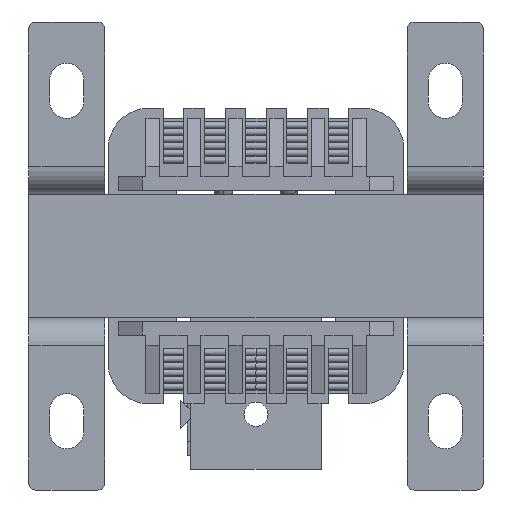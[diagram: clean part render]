
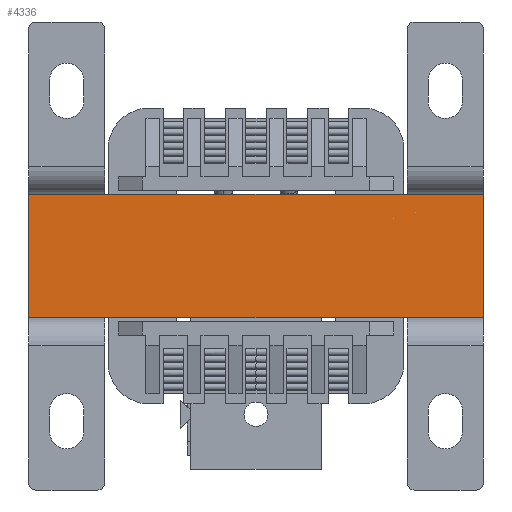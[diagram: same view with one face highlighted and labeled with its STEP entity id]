
A CAD part, front view. The second image highlights one B-rep face of the part: STEP entity #4336.
In plain terms, the highlighted planar face has unit normal (0, -1, 0).
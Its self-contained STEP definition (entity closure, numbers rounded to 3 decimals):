
#952 = LINE ( 'NONE', #28174, #17803 ) ;
#1227 = LINE ( 'NONE', #22895, #11219 ) ;
#4336 = ADVANCED_FACE ( 'NONE', ( #23637 ), #22148, .F. ) ;
#7544 = CARTESIAN_POINT ( 'NONE',  ( 66., 0., 18. ) ) ;
#8335 = VERTEX_POINT ( 'NONE', #26560 ) ;
#8440 = DIRECTION ( 'NONE',  ( 1., 0., 0. ) ) ;
#8520 = VERTEX_POINT ( 'NONE', #27860 ) ;
#9841 = EDGE_CURVE ( 'NONE', #19453, #8335, #18431, .T. ) ;
#10294 = VECTOR ( 'NONE', #8440, 1000. ) ;
#11008 = LINE ( 'NONE', #12862, #10294 ) ;
#11219 = VECTOR ( 'NONE', #24960, 1000. ) ;
#12314 = DIRECTION ( 'NONE',  ( 1., 0., 0. ) ) ;
#12862 = CARTESIAN_POINT ( 'NONE',  ( 0., 0., 0. ) ) ;
#13345 = CARTESIAN_POINT ( 'NONE',  ( 66., 0., 18. ) ) ;
#15431 = CARTESIAN_POINT ( 'NONE',  ( 0., 0., 18. ) ) ;
#16184 = ORIENTED_EDGE ( 'NONE', *, *, #18453, .T. ) ;
#16963 = ORIENTED_EDGE ( 'NONE', *, *, #20191, .F. ) ;
#17803 = VECTOR ( 'NONE', #12314, 1000. ) ;
#17814 = ORIENTED_EDGE ( 'NONE', *, *, #9841, .F. ) ;
#18072 = AXIS2_PLACEMENT_3D ( 'NONE', #15431, #29263, #22354 ) ;
#18431 = LINE ( 'NONE', #7544, #28579 ) ;
#18453 = EDGE_CURVE ( 'NONE', #8520, #25392, #1227, .T. ) ;
#19453 = VERTEX_POINT ( 'NONE', #13345 ) ;
#20191 = EDGE_CURVE ( 'NONE', #8520, #19453, #952, .T. ) ;
#21549 = ORIENTED_EDGE ( 'NONE', *, *, #25178, .T. ) ;
#22148 = PLANE ( 'NONE',  #18072 ) ;
#22354 = DIRECTION ( 'NONE',  ( 0., 0., 1. ) ) ;
#22895 = CARTESIAN_POINT ( 'NONE',  ( 0., 0., 18. ) ) ;
#23637 = FACE_OUTER_BOUND ( 'NONE', #24436, .T. ) ;
#24436 = EDGE_LOOP ( 'NONE', ( #21549, #17814, #16963, #16184 ) ) ;
#24960 = DIRECTION ( 'NONE',  ( 0., 0., -1. ) ) ;
#25178 = EDGE_CURVE ( 'NONE', #25392, #8335, #11008, .T. ) ;
#25392 = VERTEX_POINT ( 'NONE', #27895 ) ;
#26560 = CARTESIAN_POINT ( 'NONE',  ( 66., 0., 0. ) ) ;
#27860 = CARTESIAN_POINT ( 'NONE',  ( 0., 0., 18. ) ) ;
#27895 = CARTESIAN_POINT ( 'NONE',  ( 0., 0., 0. ) ) ;
#27897 = DIRECTION ( 'NONE',  ( 0., 0., -1. ) ) ;
#28174 = CARTESIAN_POINT ( 'NONE',  ( 0., 0., 18. ) ) ;
#28579 = VECTOR ( 'NONE', #27897, 1000. ) ;
#29263 = DIRECTION ( 'NONE',  ( 0., 1., 0. ) ) ;
